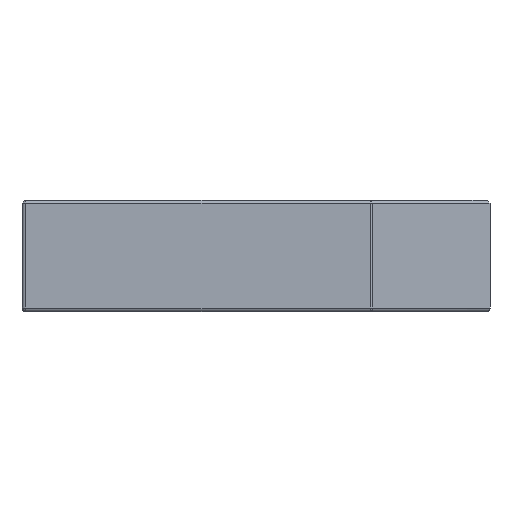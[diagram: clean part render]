
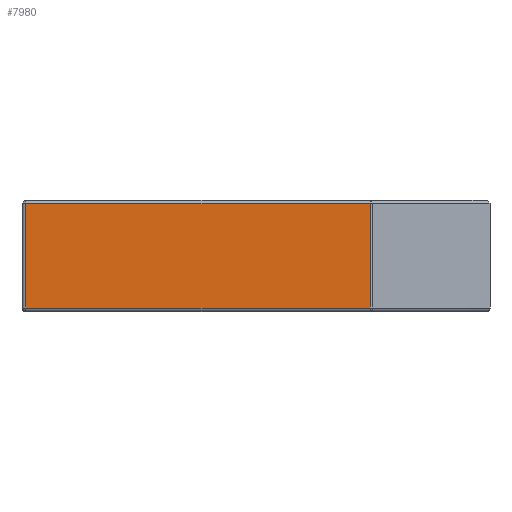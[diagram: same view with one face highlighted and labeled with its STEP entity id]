
A CAD part, left-side view. The second image highlights one B-rep face of the part: STEP entity #7980.
In plain terms, the highlighted planar face has unit normal (-1, 0, 0).
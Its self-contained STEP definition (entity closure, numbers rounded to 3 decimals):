
#360=PLANE('',#8704);
#762=FACE_OUTER_BOUND('',#1247,.T.);
#1247=EDGE_LOOP('',(#6649,#6650,#6651,#6652));
#2377=LINE('',#13328,#3133);
#2394=LINE('',#13371,#3150);
#2395=LINE('',#13375,#3151);
#2396=LINE('',#13376,#3152);
#3133=VECTOR('',#10614,10.);
#3150=VECTOR('',#10661,10.);
#3151=VECTOR('',#10666,10.);
#3152=VECTOR('',#10667,10.);
#3878=VERTEX_POINT('',#13322);
#3879=VERTEX_POINT('',#13326);
#3890=VERTEX_POINT('',#13370);
#3891=VERTEX_POINT('',#13374);
#4878=EDGE_CURVE('',#3878,#3879,#2377,.T.);
#4899=EDGE_CURVE('',#3879,#3890,#2394,.T.);
#4901=EDGE_CURVE('',#3891,#3878,#2395,.T.);
#4902=EDGE_CURVE('',#3890,#3891,#2396,.T.);
#6649=ORIENTED_EDGE('',*,*,#4878,.F.);
#6650=ORIENTED_EDGE('',*,*,#4901,.F.);
#6651=ORIENTED_EDGE('',*,*,#4902,.F.);
#6652=ORIENTED_EDGE('',*,*,#4899,.F.);
#7980=ADVANCED_FACE('',(#762),#360,.T.);
#8704=AXIS2_PLACEMENT_3D('',#13373,#10664,#10665);
#10614=DIRECTION('',(0.,-1.,0.));
#10661=DIRECTION('',(0.,0.,-1.));
#10664=DIRECTION('center_axis',(-1.,0.,0.));
#10665=DIRECTION('ref_axis',(0.,1.,0.));
#10666=DIRECTION('',(0.,0.,1.));
#10667=DIRECTION('',(0.,1.,0.));
#13322=CARTESIAN_POINT('',(0.,67.5,-0.4));
#13326=CARTESIAN_POINT('',(0.,21.117,-0.4));
#13328=CARTESIAN_POINT('',(0.,28.705,-0.4));
#13370=CARTESIAN_POINT('',(0.,21.117,-14.5));
#13371=CARTESIAN_POINT('',(0.,21.117,0.));
#13373=CARTESIAN_POINT('Origin',(0.,20.91,0.));
#13374=CARTESIAN_POINT('',(0.,67.5,-14.5));
#13375=CARTESIAN_POINT('',(0.,67.5,0.));
#13376=CARTESIAN_POINT('',(0.,28.705,-14.5));
